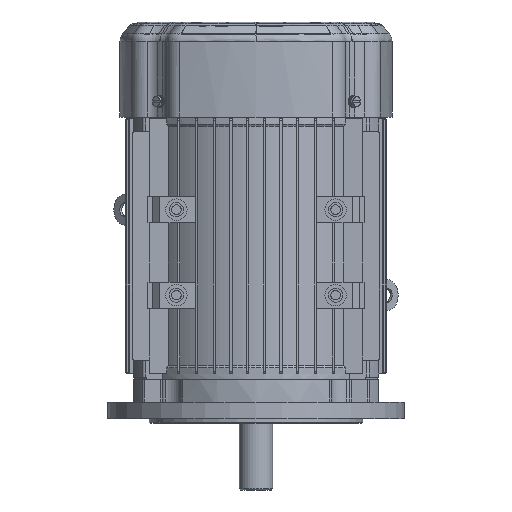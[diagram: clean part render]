
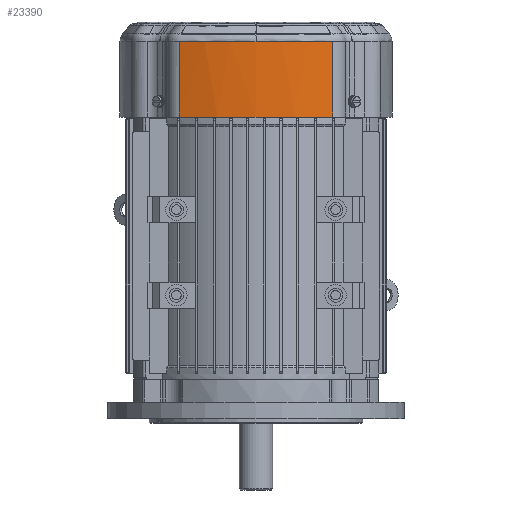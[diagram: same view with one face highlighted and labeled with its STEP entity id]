
A CAD part, left-side view. The second image highlights one B-rep face of the part: STEP entity #23390.
In plain terms, the highlighted cylindrical face has radius 214.5 mm (diameter 429 mm), a partial arc.
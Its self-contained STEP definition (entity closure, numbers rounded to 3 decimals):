
#5315=LINE('',#137149,#11417);
#5316=LINE('',#137166,#11418);
#11417=VECTOR('',#94578,1.);
#11418=VECTOR('',#94579,1.);
#15614=FACE_OUTER_BOUND('',#30842,.T.);
#18957=B_SPLINE_CURVE_WITH_KNOTS('',3,(#135451,#135452,#135453,#135454),
 .UNSPECIFIED.,.F.,.F.,(4,4),(0.,1.),.UNSPECIFIED.);
#18975=B_SPLINE_CURVE_WITH_KNOTS('',3,(#137151,#137152,#137153,#137154,
#137155,#137156,#137157,#137158,#137159,#137160,#137161,#137162,#137163,
#137164,#137165),.UNSPECIFIED.,.F.,.F.,(4,1,1,1,1,1,1,1,1,1,1,1,4),(0.,
0.137,0.274,0.411,0.548,
0.685,0.823,0.96,0.977,
0.985,0.994,0.998,1.),.UNSPECIFIED.);
#23390=ADVANCED_FACE('',(#15614),#26287,.T.);
#26287=CYLINDRICAL_SURFACE('',#80824,214.5);
#30842=EDGE_LOOP('',(#43767,#43768,#43769,#43770,#43771));
#43767=ORIENTED_EDGE('',*,*,#69489,.T.);
#43768=ORIENTED_EDGE('',*,*,#69674,.F.);
#43769=ORIENTED_EDGE('',*,*,#69675,.F.);
#43770=ORIENTED_EDGE('',*,*,#69638,.T.);
#43771=ORIENTED_EDGE('',*,*,#69676,.T.);
#60939=VERTEX_POINT('',#125649);
#60940=VERTEX_POINT('',#125651);
#61035=VERTEX_POINT('',#135450);
#61036=VERTEX_POINT('',#135455);
#61052=VERTEX_POINT('',#137150);
#69489=EDGE_CURVE('',#60940,#60939,#76336,.T.);
#69638=EDGE_CURVE('',#61036,#61035,#18957,.T.);
#69674=EDGE_CURVE('',#61052,#60939,#5315,.T.);
#69675=EDGE_CURVE('',#61036,#61052,#18975,.T.);
#69676=EDGE_CURVE('',#61035,#60940,#5316,.T.);
#76336=CIRCLE('',#80796,214.5);
#80796=AXIS2_PLACEMENT_3D('',#125650,#94506,#94507);
#80824=AXIS2_PLACEMENT_3D('',#137167,#94580,#94581);
#94506=DIRECTION('',(0.,0.,1.));
#94507=DIRECTION('',(1.,0.,0.));
#94578=DIRECTION('',(0.,0.,-1.));
#94579=DIRECTION('',(0.,0.,-1.));
#94580=DIRECTION('',(0.,0.,-1.));
#94581=DIRECTION('',(-1.,0.,0.));
#125649=CARTESIAN_POINT('',(-104.532,-64.628,221.));
#125650=CARTESIAN_POINT('',(100.,0.,221.));
#125651=CARTESIAN_POINT('',(-104.532,64.628,221.));
#135450=CARTESIAN_POINT('',(-104.532,64.628,284.491));
#135451=CARTESIAN_POINT('',(-114.5,0.,284.491));
#135452=CARTESIAN_POINT('',(-114.5,21.883,284.491));
#135453=CARTESIAN_POINT('',(-111.125,43.763,284.491));
#135454=CARTESIAN_POINT('',(-104.532,64.628,284.491));
#135455=CARTESIAN_POINT('',(-114.5,0.,284.491));
#137149=CARTESIAN_POINT('',(-104.532,-64.628,298.));
#137150=CARTESIAN_POINT('',(-104.532,-64.628,284.491));
#137151=CARTESIAN_POINT('',(-114.5,0.,284.491));
#137152=CARTESIAN_POINT('',(-114.5,-2.99,284.491));
#137153=CARTESIAN_POINT('',(-114.375,-8.958,284.491));
#137154=CARTESIAN_POINT('',(-113.816,-17.875,284.491));
#137155=CARTESIAN_POINT('',(-112.887,-26.762,284.491));
#137156=CARTESIAN_POINT('',(-111.585,-35.622,284.491));
#137157=CARTESIAN_POINT('',(-109.907,-44.456,284.491));
#137158=CARTESIAN_POINT('',(-107.847,-53.266,284.491));
#137159=CARTESIAN_POINT('',(-106.111,-59.491,284.491));
#137160=CARTESIAN_POINT('',(-105.051,-62.964,284.491));
#137161=CARTESIAN_POINT('',(-104.825,-63.695,284.491));
#137162=CARTESIAN_POINT('',(-104.682,-64.151,284.491));
#137163=CARTESIAN_POINT('',(-104.585,-64.463,284.491));
#137164=CARTESIAN_POINT('',(-104.544,-64.591,284.491));
#137165=CARTESIAN_POINT('',(-104.532,-64.628,284.491));
#137166=CARTESIAN_POINT('',(-104.532,64.628,298.));
#137167=CARTESIAN_POINT('',(100.,0.,298.));
